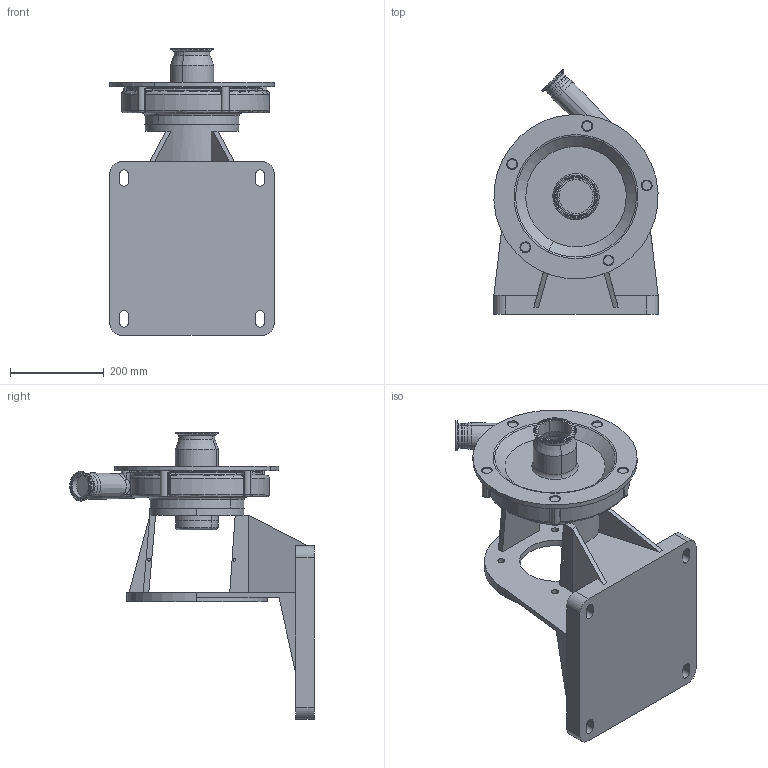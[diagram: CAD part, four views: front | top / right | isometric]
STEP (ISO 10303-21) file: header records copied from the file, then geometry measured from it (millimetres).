
FILE_DESCRIPTION (( 'STEP AP214' ), '1' );
FILE_NAME ('FP 345 280TSC 45L.STEP', '2014-10-07T18:31:49', ( 'Aron' ), ( 'Hewlett-Packard Company' ), 'SwSTEP 2.0', 'SolidWorks 2014', '' );
FILE_SCHEMA (( 'AUTOMOTIVE_DESIGN' ));
Length unit declared in the file: millimetre
Products named in the file (2): FP 345 280TSC 45L; FP 345 280TSC 45L^1275000208
Assembly tree (1 placements, depth 2):
  FP 345 280TSC 45L
    FP 345 280TSC 45L^1275000208
Bounding box: 350 x 520.82 x 610.5 mm (x, y, z)
Volume: 15112375.8 mm3; surface area: 1057901.8 mm2
Topology: 1 solids, 2 shells, 361 faces, 881 edges, 532 vertices
Faces by surface type: cylinder 128, plane 92, torus 84, bspline 31, cone 22, sphere 4
Entity records: 13485 total; most frequent: CARTESIAN_POINT 4885, DIRECTION 1916, ORIENTED_EDGE 1744, EDGE_CURVE 872, AXIS2_PLACEMENT_3D 816, VERTEX_POINT 532, CIRCLE 482, EDGE_LOOP 408
